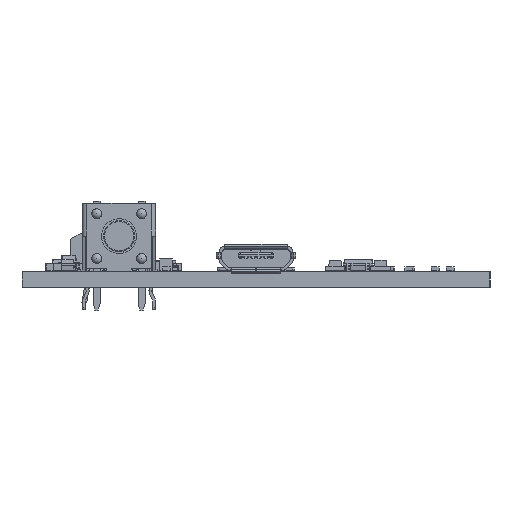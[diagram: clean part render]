
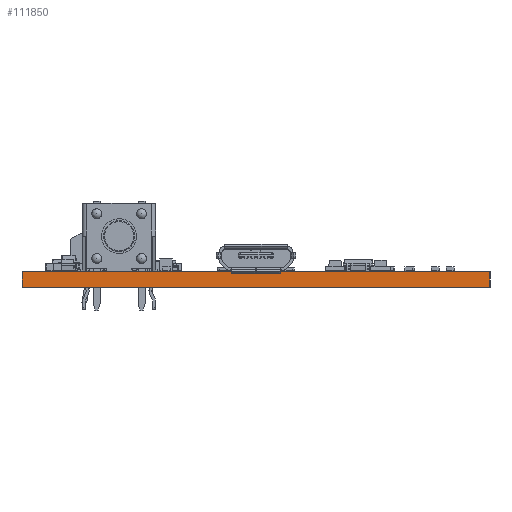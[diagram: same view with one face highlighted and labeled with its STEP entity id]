
A CAD part, left-side view. The second image highlights one B-rep face of the part: STEP entity #111850.
In plain terms, the highlighted planar face has unit normal (-1, 0, 0).
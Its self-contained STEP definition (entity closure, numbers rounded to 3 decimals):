
#111734 = EDGE_CURVE('',#111735,#111737,#111739,.T.);
#111735 = VERTEX_POINT('',#111736);
#111736 = CARTESIAN_POINT('',(0.,-0.,0.));
#111737 = VERTEX_POINT('',#111738);
#111738 = CARTESIAN_POINT('',(0.,0.,1.6));
#111739 = SURFACE_CURVE('',#111740,(#111744,#111756),.PCURVE_S1.);
#111740 = LINE('',#111741,#111742);
#111741 = CARTESIAN_POINT('',(0.,-0.,0.));
#111742 = VECTOR('',#111743,1.);
#111743 = DIRECTION('',(0.,0.,1.));
#111744 = PCURVE('',#111745,#111750);
#111745 = PLANE('',#111746);
#111746 = AXIS2_PLACEMENT_3D('',#111747,#111748,#111749);
#111747 = CARTESIAN_POINT('',(0.,0.,0.));
#111748 = DIRECTION('',(0.,1.,0.));
#111749 = DIRECTION('',(1.,0.,0.));
#111750 = DEFINITIONAL_REPRESENTATION('',(#111751),#111755);
#111751 = LINE('',#111752,#111753);
#111752 = CARTESIAN_POINT('',(0.,0.));
#111753 = VECTOR('',#111754,1.);
#111754 = DIRECTION('',(0.,-1.));
#111755 = ( GEOMETRIC_REPRESENTATION_CONTEXT(2) 
PARAMETRIC_REPRESENTATION_CONTEXT() REPRESENTATION_CONTEXT('2D SPACE',''
  ) );
#111756 = PCURVE('',#111757,#111762);
#111757 = PLANE('',#111758);
#111758 = AXIS2_PLACEMENT_3D('',#111759,#111760,#111761);
#111759 = CARTESIAN_POINT('',(0.,-47.,0.));
#111760 = DIRECTION('',(-1.,0.,0.));
#111761 = DIRECTION('',(0.,1.,0.));
#111762 = DEFINITIONAL_REPRESENTATION('',(#111763),#111767);
#111763 = LINE('',#111764,#111765);
#111764 = CARTESIAN_POINT('',(47.,0.));
#111765 = VECTOR('',#111766,1.);
#111766 = DIRECTION('',(0.,-1.));
#111767 = ( GEOMETRIC_REPRESENTATION_CONTEXT(2) 
PARAMETRIC_REPRESENTATION_CONTEXT() REPRESENTATION_CONTEXT('2D SPACE',''
  ) );
#111785 = PLANE('',#111786);
#111786 = AXIS2_PLACEMENT_3D('',#111787,#111788,#111789);
#111787 = CARTESIAN_POINT('',(40.,-23.5,1.6));
#111788 = DIRECTION('',(-0.,-0.,-1.));
#111789 = DIRECTION('',(-1.,0.,0.));
#111839 = PLANE('',#111840);
#111840 = AXIS2_PLACEMENT_3D('',#111841,#111842,#111843);
#111841 = CARTESIAN_POINT('',(40.,-23.5,0.));
#111842 = DIRECTION('',(-0.,-0.,-1.));
#111843 = DIRECTION('',(-1.,0.,0.));
#111850 = ADVANCED_FACE('',(#111851),#111757,.T.);
#111851 = FACE_BOUND('',#111852,.T.);
#111852 = EDGE_LOOP('',(#111853,#111883,#111904,#111905));
#111853 = ORIENTED_EDGE('',*,*,#111854,.T.);
#111854 = EDGE_CURVE('',#111855,#111857,#111859,.T.);
#111855 = VERTEX_POINT('',#111856);
#111856 = CARTESIAN_POINT('',(0.,-47.,0.));
#111857 = VERTEX_POINT('',#111858);
#111858 = CARTESIAN_POINT('',(0.,-47.,1.6));
#111859 = SURFACE_CURVE('',#111860,(#111864,#111871),.PCURVE_S1.);
#111860 = LINE('',#111861,#111862);
#111861 = CARTESIAN_POINT('',(0.,-47.,0.));
#111862 = VECTOR('',#111863,1.);
#111863 = DIRECTION('',(0.,0.,1.));
#111864 = PCURVE('',#111757,#111865);
#111865 = DEFINITIONAL_REPRESENTATION('',(#111866),#111870);
#111866 = LINE('',#111867,#111868);
#111867 = CARTESIAN_POINT('',(0.,0.));
#111868 = VECTOR('',#111869,1.);
#111869 = DIRECTION('',(0.,-1.));
#111870 = ( GEOMETRIC_REPRESENTATION_CONTEXT(2) 
PARAMETRIC_REPRESENTATION_CONTEXT() REPRESENTATION_CONTEXT('2D SPACE',''
  ) );
#111871 = PCURVE('',#111872,#111877);
#111872 = PLANE('',#111873);
#111873 = AXIS2_PLACEMENT_3D('',#111874,#111875,#111876);
#111874 = CARTESIAN_POINT('',(80.,-47.,0.));
#111875 = DIRECTION('',(0.,-1.,0.));
#111876 = DIRECTION('',(-1.,0.,0.));
#111877 = DEFINITIONAL_REPRESENTATION('',(#111878),#111882);
#111878 = LINE('',#111879,#111880);
#111879 = CARTESIAN_POINT('',(80.,0.));
#111880 = VECTOR('',#111881,1.);
#111881 = DIRECTION('',(0.,-1.));
#111882 = ( GEOMETRIC_REPRESENTATION_CONTEXT(2) 
PARAMETRIC_REPRESENTATION_CONTEXT() REPRESENTATION_CONTEXT('2D SPACE',''
  ) );
#111883 = ORIENTED_EDGE('',*,*,#111884,.T.);
#111884 = EDGE_CURVE('',#111857,#111737,#111885,.T.);
#111885 = SURFACE_CURVE('',#111886,(#111890,#111897),.PCURVE_S1.);
#111886 = LINE('',#111887,#111888);
#111887 = CARTESIAN_POINT('',(0.,-47.,1.6));
#111888 = VECTOR('',#111889,1.);
#111889 = DIRECTION('',(0.,1.,0.));
#111890 = PCURVE('',#111757,#111891);
#111891 = DEFINITIONAL_REPRESENTATION('',(#111892),#111896);
#111892 = LINE('',#111893,#111894);
#111893 = CARTESIAN_POINT('',(0.,-1.6));
#111894 = VECTOR('',#111895,1.);
#111895 = DIRECTION('',(1.,0.));
#111896 = ( GEOMETRIC_REPRESENTATION_CONTEXT(2) 
PARAMETRIC_REPRESENTATION_CONTEXT() REPRESENTATION_CONTEXT('2D SPACE',''
  ) );
#111897 = PCURVE('',#111785,#111898);
#111898 = DEFINITIONAL_REPRESENTATION('',(#111899),#111903);
#111899 = LINE('',#111900,#111901);
#111900 = CARTESIAN_POINT('',(40.,-23.5));
#111901 = VECTOR('',#111902,1.);
#111902 = DIRECTION('',(0.,1.));
#111903 = ( GEOMETRIC_REPRESENTATION_CONTEXT(2) 
PARAMETRIC_REPRESENTATION_CONTEXT() REPRESENTATION_CONTEXT('2D SPACE',''
  ) );
#111904 = ORIENTED_EDGE('',*,*,#111734,.F.);
#111905 = ORIENTED_EDGE('',*,*,#111906,.F.);
#111906 = EDGE_CURVE('',#111855,#111735,#111907,.T.);
#111907 = SURFACE_CURVE('',#111908,(#111912,#111919),.PCURVE_S1.);
#111908 = LINE('',#111909,#111910);
#111909 = CARTESIAN_POINT('',(0.,-47.,0.));
#111910 = VECTOR('',#111911,1.);
#111911 = DIRECTION('',(0.,1.,0.));
#111912 = PCURVE('',#111757,#111913);
#111913 = DEFINITIONAL_REPRESENTATION('',(#111914),#111918);
#111914 = LINE('',#111915,#111916);
#111915 = CARTESIAN_POINT('',(0.,0.));
#111916 = VECTOR('',#111917,1.);
#111917 = DIRECTION('',(1.,0.));
#111918 = ( GEOMETRIC_REPRESENTATION_CONTEXT(2) 
PARAMETRIC_REPRESENTATION_CONTEXT() REPRESENTATION_CONTEXT('2D SPACE',''
  ) );
#111919 = PCURVE('',#111839,#111920);
#111920 = DEFINITIONAL_REPRESENTATION('',(#111921),#111925);
#111921 = LINE('',#111922,#111923);
#111922 = CARTESIAN_POINT('',(40.,-23.5));
#111923 = VECTOR('',#111924,1.);
#111924 = DIRECTION('',(0.,1.));
#111925 = ( GEOMETRIC_REPRESENTATION_CONTEXT(2) 
PARAMETRIC_REPRESENTATION_CONTEXT() REPRESENTATION_CONTEXT('2D SPACE',''
  ) );
